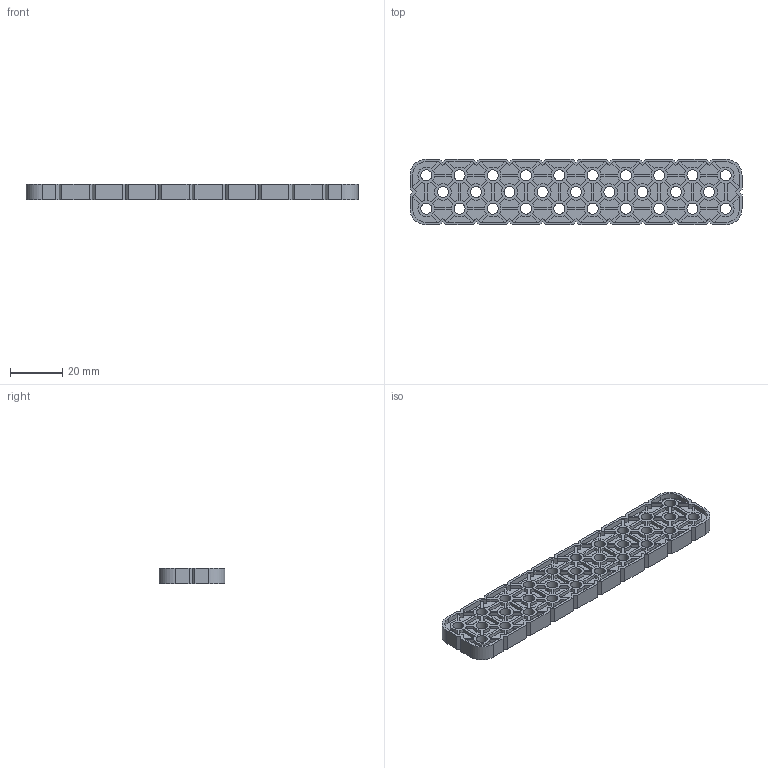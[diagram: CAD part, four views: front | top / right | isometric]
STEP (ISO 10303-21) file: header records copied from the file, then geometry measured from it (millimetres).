
FILE_DESCRIPTION (( 'STEP AP214' ), '1' );
FILE_NAME ('228-2500-025.STEP', '2014-03-06T17:50:48', ( '' ), ( '' ), 'SwSTEP 2.0', 'SolidWorks 2013', '' );
FILE_SCHEMA (( 'AUTOMOTIVE_DESIGN' ));
Length unit declared in the file: millimetre
Products named in the file (1): 228-2500-025
Bounding box: 126.7 x 25.1 x 6.1 mm (x, y, z)
Volume: 9135.7 mm3; surface area: 13534.2 mm2
Topology: 1 solids, 1 shells, 1192 faces, 3348 edges, 2232 vertices
Faces by surface type: plane 764, cylinder 428
Entity records: 38598 total; most frequent: CARTESIAN_POINT 6773, ORIENTED_EDGE 6696, DIRECTION 6590, EDGE_CURVE 3348, LINE 2492, VECTOR 2492, VERTEX_POINT 2232, AXIS2_PLACEMENT_3D 2049
